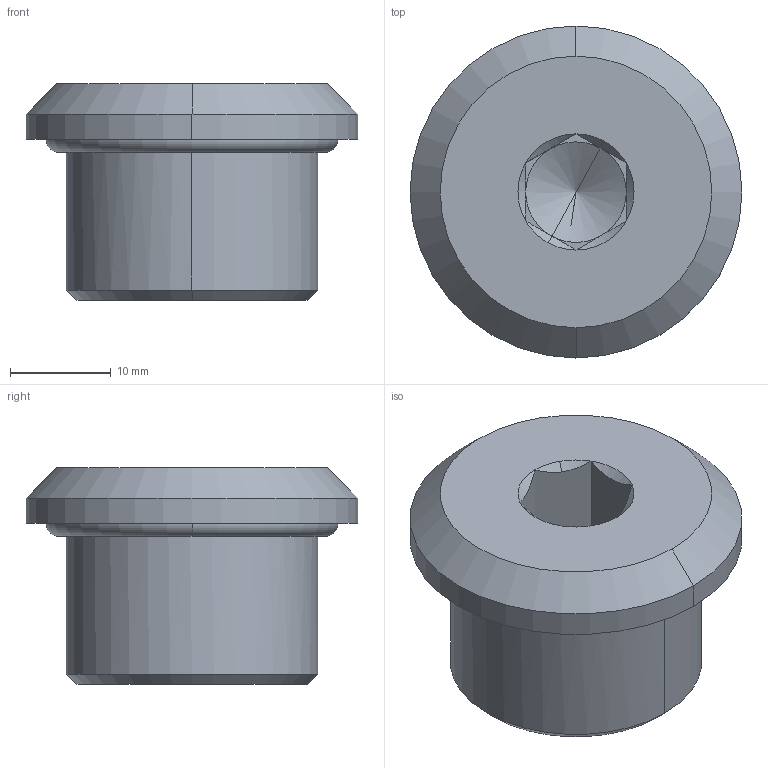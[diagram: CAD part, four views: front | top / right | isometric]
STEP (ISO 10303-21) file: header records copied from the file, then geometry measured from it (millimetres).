
FILE_DESCRIPTION(('CATIA V5 STEP Exchange','CAx-IF Rec.Pracs.--- Model Styling and Organization---1.4--- 2014-01-23'),'2;1');
FILE_NAME ('193350-2_0_1188490000_1188490000.stp','2022-04-08T01:22:17+00:00',('none'),('Weidmueller'),'CATIA Version 5-6 Release 2016 SP3 HF44','CATIA V5 STEP AP214','none');
FILE_SCHEMA(('AUTOMOTIVE_DESIGN { 1 0 10303 214 1 1 1 1 }'));
Length unit declared in the file: millimetre
Products named in the file (1): VP M25-Ex W
Bounding box: 33 x 33 x 21.5 mm (x, y, z)
Volume: 11120.1 mm3; surface area: 4538.1 mm2
Topology: 2 solids, 2 shells, 46 faces, 96 edges, 53 vertices
Faces by surface type: plane 16, cone 14, torus 8, cylinder 8
Entity records: 1180 total; most frequent: CARTESIAN_POINT 296, ORIENTED_EDGE 188, DIRECTION 136, EDGE_CURVE 94, AXIS2_PLACEMENT_3D 76, VERTEX_POINT 53, EDGE_LOOP 49, CIRCLE 48
